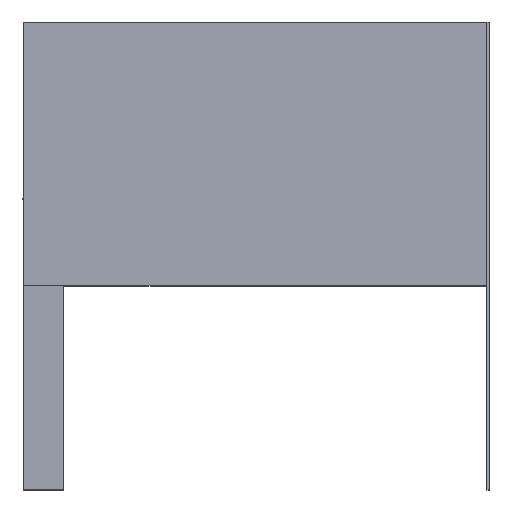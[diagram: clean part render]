
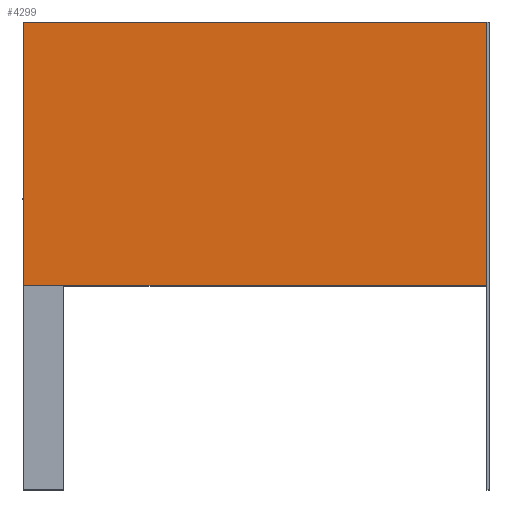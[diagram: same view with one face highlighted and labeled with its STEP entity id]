
A CAD part, left-side view. The second image highlights one B-rep face of the part: STEP entity #4299.
In plain terms, the highlighted planar face has unit normal (-1, 0, -0.004).
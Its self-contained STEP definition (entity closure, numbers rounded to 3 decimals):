
#100=FACE_OUTER_BOUND('',#376,.T.);
#376=EDGE_LOOP('',(#2861,#2862,#2863,#2864,#2865));
#658=LINE('',#6079,#1253);
#674=LINE('',#6113,#1269);
#676=LINE('',#6116,#1271);
#679=LINE('',#6122,#1274);
#680=LINE('',#6123,#1275);
#1253=VECTOR('',#4923,10.);
#1269=VECTOR('',#4943,10.);
#1271=VECTOR('',#4947,10.);
#1274=VECTOR('',#4952,10.);
#1275=VECTOR('',#4953,10.);
#1839=VERTEX_POINT('',#6059);
#1848=VERTEX_POINT('',#6078);
#1863=VERTEX_POINT('',#6110);
#1864=VERTEX_POINT('',#6112);
#1866=VERTEX_POINT('',#6121);
#2242=EDGE_CURVE('',#1839,#1848,#658,.T.);
#2258=EDGE_CURVE('',#1863,#1864,#674,.T.);
#2260=EDGE_CURVE('',#1864,#1839,#676,.T.);
#2263=EDGE_CURVE('',#1866,#1863,#679,.T.);
#2264=EDGE_CURVE('',#1866,#1848,#680,.T.);
#2861=ORIENTED_EDGE('',*,*,#2260,.F.);
#2862=ORIENTED_EDGE('',*,*,#2258,.F.);
#2863=ORIENTED_EDGE('',*,*,#2263,.F.);
#2864=ORIENTED_EDGE('',*,*,#2264,.T.);
#2865=ORIENTED_EDGE('',*,*,#2242,.F.);
#4023=PLANE('',#4637);
#4299=ADVANCED_FACE('',(#100),#4023,.T.);
#4637=AXIS2_PLACEMENT_3D('',#6120,#4950,#4951);
#4923=DIRECTION('',(0.,1.,0.));
#4943=DIRECTION('',(0.004,0.,-1.));
#4947=DIRECTION('',(0.,1.,0.));
#4950=DIRECTION('center_axis',(-1.,0.,-0.004));
#4951=DIRECTION('ref_axis',(0.004,0.,-1.));
#4952=DIRECTION('',(0.,-1.,0.));
#4953=DIRECTION('',(0.004,0.,-1.));
#6059=CARTESIAN_POINT('',(-1964.676,2859.,-1548.111));
#6078=CARTESIAN_POINT('',(-1964.676,3134.,-1548.111));
#6079=CARTESIAN_POINT('',(-1964.676,3134.,-1548.111));
#6110=CARTESIAN_POINT('',(-1971.369,0.,230.));
#6112=CARTESIAN_POINT('',(-1964.676,0.,-1548.111));
#6113=CARTESIAN_POINT('',(-1969.68,0.,-218.626));
#6116=CARTESIAN_POINT('',(-1964.676,3134.,-1548.111));
#6120=CARTESIAN_POINT('Origin',(-1971.369,3134.,230.));
#6121=CARTESIAN_POINT('',(-1971.369,3134.,230.));
#6122=CARTESIAN_POINT('',(-1971.369,3134.,230.));
#6123=CARTESIAN_POINT('',(-1969.683,3134.,-217.896));
